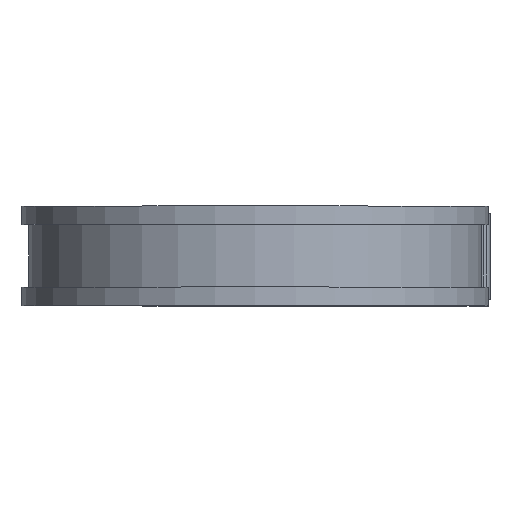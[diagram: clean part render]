
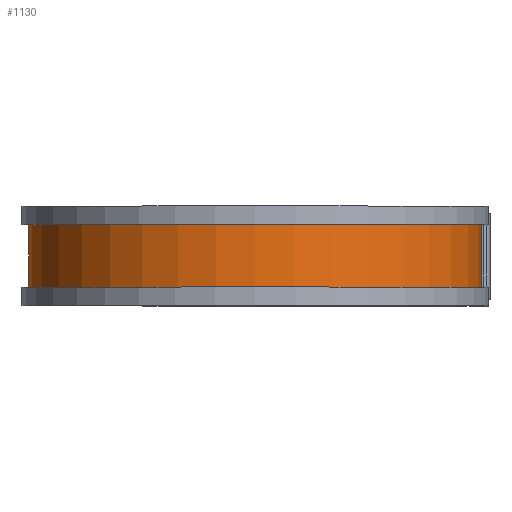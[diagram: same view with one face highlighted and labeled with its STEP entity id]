
A CAD part, top view. The second image highlights one B-rep face of the part: STEP entity #1130.
In plain terms, the highlighted cylindrical face has radius 50.368 mm (diameter 100.736 mm), a partial arc.
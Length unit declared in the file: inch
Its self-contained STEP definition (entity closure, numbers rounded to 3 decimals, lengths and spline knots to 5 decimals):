
#50 = CARTESIAN_POINT ( 'NONE',  ( 0., 0.375, 0. ) ) ;
#188 = CIRCLE ( 'NONE', #911, 1.983 ) ;
#197 = DIRECTION ( 'NONE',  ( 0., 0., -1. ) ) ;
#209 = DIRECTION ( 'NONE',  ( 0., 0., -1. ) ) ;
#210 = DIRECTION ( 'NONE',  ( 0., -1., 0. ) ) ;
#242 = DIRECTION ( 'NONE',  ( 0., -1., 0. ) ) ;
#309 = CIRCLE ( 'NONE', #710, 1.983 ) ;
#339 = EDGE_CURVE ( 'NONE', #477, #373, #1392, .T. ) ;
#363 = ORIENTED_EDGE ( 'NONE', *, *, #339, .F. ) ;
#373 = VERTEX_POINT ( 'NONE', #1641 ) ;
#456 = ORIENTED_EDGE ( 'NONE', *, *, #460, .F. ) ;
#460 = EDGE_CURVE ( 'NONE', #373, #1757, #188, .T. ) ;
#477 = VERTEX_POINT ( 'NONE', #1153 ) ;
#642 = CARTESIAN_POINT ( 'NONE',  ( 0., 0.275, -1.983 ) ) ;
#661 = CARTESIAN_POINT ( 'NONE',  ( 0., 0.375, -1.983 ) ) ;
#710 = AXIS2_PLACEMENT_3D ( 'NONE', #1754, #1118, #209 ) ;
#782 = LINE ( 'NONE', #661, #1108 ) ;
#813 = ORIENTED_EDGE ( 'NONE', *, *, #1701, .T. ) ;
#894 = CYLINDRICAL_SURFACE ( 'NONE', #1504, 1.983 ) ;
#905 = FACE_OUTER_BOUND ( 'NONE', #1710, .T. ) ;
#911 = AXIS2_PLACEMENT_3D ( 'NONE', #1011, #242, #197 ) ;
#967 = DIRECTION ( 'NONE',  ( 0., -1., 0. ) ) ;
#1011 = CARTESIAN_POINT ( 'NONE',  ( 0., -0.275, 0. ) ) ;
#1048 = CARTESIAN_POINT ( 'NONE',  ( 1.983, 0.375, 0. ) ) ;
#1108 = VECTOR ( 'NONE', #967, 39.37008 ) ;
#1118 = DIRECTION ( 'NONE',  ( 0., -1., 0. ) ) ;
#1130 = ADVANCED_FACE ( 'NONE', ( #905 ), #894, .T. ) ;
#1153 = CARTESIAN_POINT ( 'NONE',  ( 1.983, 0.275, 0. ) ) ;
#1232 = VERTEX_POINT ( 'NONE', #642 ) ;
#1319 = VECTOR ( 'NONE', #1525, 39.37008 ) ;
#1392 = LINE ( 'NONE', #1048, #1319 ) ;
#1484 = ORIENTED_EDGE ( 'NONE', *, *, #1629, .T. ) ;
#1502 = CARTESIAN_POINT ( 'NONE',  ( 0., -0.275, -1.983 ) ) ;
#1504 = AXIS2_PLACEMENT_3D ( 'NONE', #50, #210, #1636 ) ;
#1525 = DIRECTION ( 'NONE',  ( 0., -1., 0. ) ) ;
#1629 = EDGE_CURVE ( 'NONE', #1232, #1757, #782, .T. ) ;
#1636 = DIRECTION ( 'NONE',  ( 0., 0., -1. ) ) ;
#1641 = CARTESIAN_POINT ( 'NONE',  ( 1.983, -0.275, 0. ) ) ;
#1701 = EDGE_CURVE ( 'NONE', #477, #1232, #309, .T. ) ;
#1710 = EDGE_LOOP ( 'NONE', ( #363, #813, #1484, #456 ) ) ;
#1754 = CARTESIAN_POINT ( 'NONE',  ( 0., 0.275, 0. ) ) ;
#1757 = VERTEX_POINT ( 'NONE', #1502 ) ;
